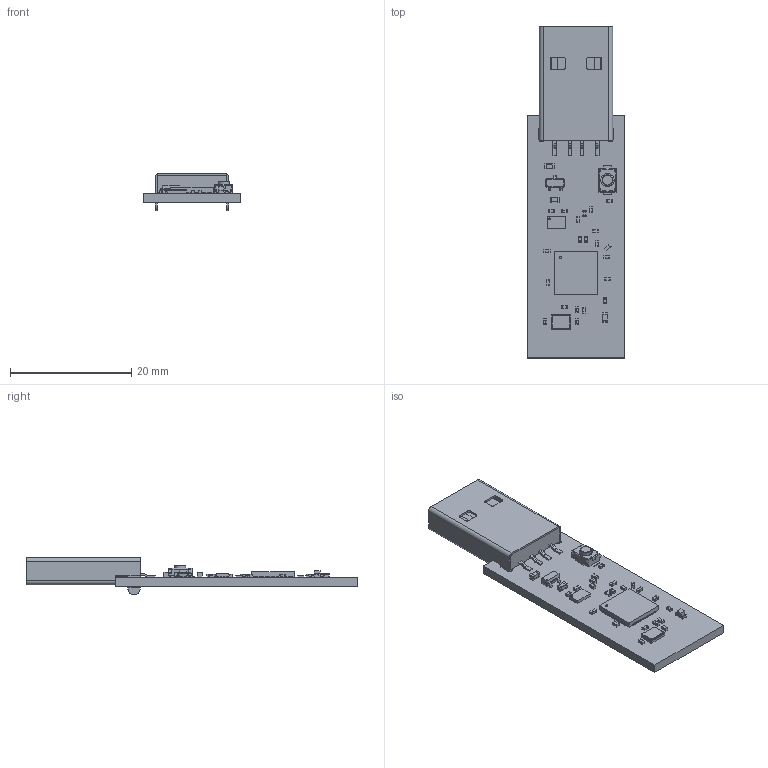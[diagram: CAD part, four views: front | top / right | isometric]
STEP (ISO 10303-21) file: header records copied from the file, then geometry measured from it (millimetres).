
FILE_DESCRIPTION(('KiCad electronic assembly'),'2;1');
FILE_NAME('Custom Rubber Ducky.step','2025-12-20T16:18:45',('Pcbnew'),( 'Kicad'),'Open CASCADE STEP processor 7.9','KiCad to STEP converter' ,'Unknown');
FILE_SCHEMA(('AUTOMOTIVE_DESIGN { 1 0 10303 214 1 1 1 1 }'));
Length unit declared in the file: millimetre
Products named in the file (12): Custom Rubber Ducky 1; R_0402_1005Metric; LED_0603_1608Metric; C_0402_1005Metric; C_0603_1608Metric; Crystal_SMD_3225-4Pin_3.2x2.5mm; QFN-56-1EP_7x7mm_P0.4mm_EP3.2x3.2mm; USB_A_CNCTech_1001-011-01101_Horizontal; Winbond_USON-8-1EP_3x2mm_P0.5mm_EP0.2x1.6mm; SOT-23; SW_Push_SPST_NO_Alps_SKRK; custom_rubber_ducky_PCB
Assembly tree (31 placements, depth 2):
  Custom Rubber Ducky 1
    R_0402_1005Metric  x6
    LED_0603_1608Metric
    C_0402_1005Metric  x15
    C_0603_1608Metric  x2
    Crystal_SMD_3225-4Pin_3.2x2.5mm
    QFN-56-1EP_7x7mm_P0.4mm_EP3.2x3.2mm
    USB_A_CNCTech_1001-011-01101_Horizontal
    Winbond_USON-8-1EP_3x2mm_P0.5mm_EP0.2x1.6mm
    SOT-23
    SW_Push_SPST_NO_Alps_SKRK
    custom_rubber_ducky_PCB
Bounding box: 16 x 54.7 x 6.1 mm (x, y, z)
Volume: 1791.8 mm3; surface area: 3597.6 mm2
Topology: 42 solids, 42 shells, 1588 faces, 4203 edges, 2730 vertices
Faces by surface type: plane 1201, cylinder 368, bspline 16, torus 3
Full cylindrical faces by diameter (mm): 0.25 x1, 0.4 x1, 1 x2, 1.1 x2, 1.8 x1, 2.2 x1
Entity records: 40643 total; most frequent: CARTESIAN_POINT 5715, ORIENTED_EDGE 5574, DIRECTION 5170, EDGE_CURVE 2783, LINE 2456, VECTOR 2456, VERTEX_POINT 1790, AXIS2_PLACEMENT_3D 1357
